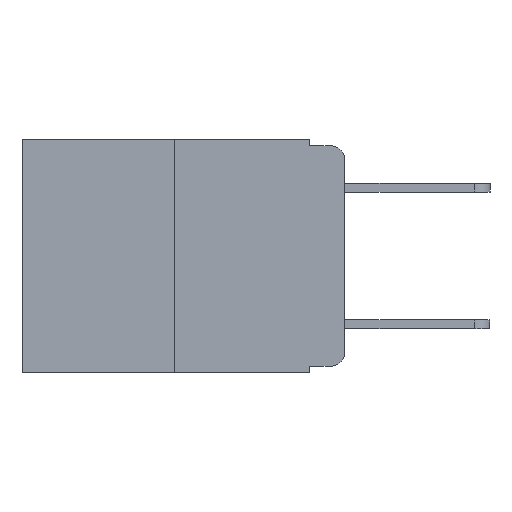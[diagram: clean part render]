
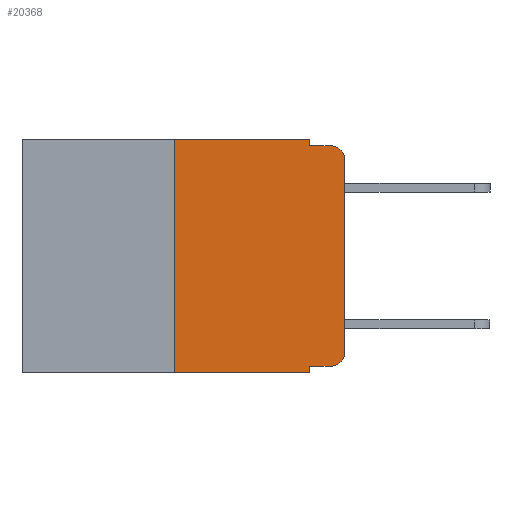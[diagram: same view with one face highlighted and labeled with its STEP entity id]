
A CAD part, left-side view. The second image highlights one B-rep face of the part: STEP entity #20368.
In plain terms, the highlighted planar face has unit normal (-1, 0, 0).
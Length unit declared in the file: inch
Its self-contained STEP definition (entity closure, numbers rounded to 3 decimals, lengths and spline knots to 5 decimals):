
#94 = CARTESIAN_POINT ( 'NONE',  ( 0., 0.25, 0. ) ) ;
#319 = FACE_OUTER_BOUND ( 'NONE', #16702, .T. ) ;
#450 = VERTEX_POINT ( 'NONE', #19213 ) ;
#465 = ORIENTED_EDGE ( 'NONE', *, *, #20355, .F. ) ;
#749 = VERTEX_POINT ( 'NONE', #13985 ) ;
#814 = DIRECTION ( 'NONE',  ( -1., 0., 0. ) ) ;
#976 = VECTOR ( 'NONE', #2049, 39.37008 ) ;
#1742 = CARTESIAN_POINT ( 'NONE',  ( 0., 0.25, -0.343 ) ) ;
#2034 = VECTOR ( 'NONE', #4310, 39.37008 ) ;
#2049 = DIRECTION ( 'NONE',  ( 0., 0., -1. ) ) ;
#2661 = VECTOR ( 'NONE', #20709, 39.37008 ) ;
#3133 = VECTOR ( 'NONE', #19177, 39.37008 ) ;
#3925 = ORIENTED_EDGE ( 'NONE', *, *, #13903, .F. ) ;
#4000 = VECTOR ( 'NONE', #9646, 39.37008 ) ;
#4310 = DIRECTION ( 'NONE',  ( 0., -1., 0. ) ) ;
#4705 = ORIENTED_EDGE ( 'NONE', *, *, #5536, .T. ) ;
#4990 = CARTESIAN_POINT ( 'NONE',  ( 0., 0.02, -0.03 ) ) ;
#5202 = AXIS2_PLACEMENT_3D ( 'NONE', #10912, #814, #12453 ) ;
#5271 = CARTESIAN_POINT ( 'NONE',  ( 0., 0.25, 0. ) ) ;
#5499 = LINE ( 'NONE', #12634, #18070 ) ;
#5536 = EDGE_CURVE ( 'NONE', #8260, #8277, #6608, .T. ) ;
#5969 = VERTEX_POINT ( 'NONE', #1742 ) ;
#6299 = ORIENTED_EDGE ( 'NONE', *, *, #8236, .F. ) ;
#6322 = CARTESIAN_POINT ( 'NONE',  ( 0., 0., -0.03 ) ) ;
#6608 = LINE ( 'NONE', #12775, #3133 ) ;
#6675 = DIRECTION ( 'NONE',  ( 0., 0., -1. ) ) ;
#6776 = AXIS2_PLACEMENT_3D ( 'NONE', #8772, #19576, #10421 ) ;
#6929 = DIRECTION ( 'NONE',  ( 0., 0., 1. ) ) ;
#7017 = VERTEX_POINT ( 'NONE', #17758 ) ;
#7378 = DIRECTION ( 'NONE',  ( 0., 0., -1. ) ) ;
#7998 = CARTESIAN_POINT ( 'NONE',  ( 0., 0.473, -0.343 ) ) ;
#8147 = VERTEX_POINT ( 'NONE', #12433 ) ;
#8236 = EDGE_CURVE ( 'NONE', #13783, #450, #5499, .T. ) ;
#8260 = VERTEX_POINT ( 'NONE', #9618 ) ;
#8277 = VERTEX_POINT ( 'NONE', #6322 ) ;
#8281 = ORIENTED_EDGE ( 'NONE', *, *, #17521, .T. ) ;
#8596 = CARTESIAN_POINT ( 'NONE',  ( 0., 0.051, -0.01 ) ) ;
#8772 = CARTESIAN_POINT ( 'NONE',  ( 0., 0.473, 0. ) ) ;
#8864 = LINE ( 'NONE', #7998, #4000 ) ;
#9288 = VECTOR ( 'NONE', #6929, 39.37008 ) ;
#9317 = EDGE_CURVE ( 'NONE', #8147, #8260, #12199, .T. ) ;
#9459 = DIRECTION ( 'NONE',  ( 0., -1., 0. ) ) ;
#9618 = CARTESIAN_POINT ( 'NONE',  ( 0., 0., -0.313 ) ) ;
#9646 = DIRECTION ( 'NONE',  ( 0., -1., 0. ) ) ;
#10081 = ORIENTED_EDGE ( 'NONE', *, *, #13334, .F. ) ;
#10421 = DIRECTION ( 'NONE',  ( 0., 0., -1. ) ) ;
#10912 = CARTESIAN_POINT ( 'NONE',  ( 0., 0.02, -0.313 ) ) ;
#11083 = ORIENTED_EDGE ( 'NONE', *, *, #14979, .F. ) ;
#11903 = PLANE ( 'NONE',  #6776 ) ;
#12027 = LINE ( 'NONE', #12195, #20520 ) ;
#12195 = CARTESIAN_POINT ( 'NONE',  ( 0., 0.051, 0. ) ) ;
#12199 = CIRCLE ( 'NONE', #5202, 0.02 ) ;
#12433 = CARTESIAN_POINT ( 'NONE',  ( 0., 0.02, -0.333 ) ) ;
#12453 = DIRECTION ( 'NONE',  ( 0., 0., -1. ) ) ;
#12514 = ORIENTED_EDGE ( 'NONE', *, *, #9317, .T. ) ;
#12634 = CARTESIAN_POINT ( 'NONE',  ( 0., 0.473, 0. ) ) ;
#12775 = CARTESIAN_POINT ( 'NONE',  ( 0., 0., 0. ) ) ;
#13334 = EDGE_CURVE ( 'NONE', #17033, #7017, #18549, .T. ) ;
#13415 = AXIS2_PLACEMENT_3D ( 'NONE', #4990, #16143, #6675 ) ;
#13783 = VERTEX_POINT ( 'NONE', #94 ) ;
#13903 = EDGE_CURVE ( 'NONE', #16673, #749, #12027, .T. ) ;
#13985 = CARTESIAN_POINT ( 'NONE',  ( 0., 0.051, -0.343 ) ) ;
#14171 = LINE ( 'NONE', #15041, #976 ) ;
#14979 = EDGE_CURVE ( 'NONE', #5969, #13783, #17615, .T. ) ;
#15041 = CARTESIAN_POINT ( 'NONE',  ( 0., 0.051, 0. ) ) ;
#15599 = LINE ( 'NONE', #19326, #2661 ) ;
#16016 = CIRCLE ( 'NONE', #13415, 0.02 ) ;
#16143 = DIRECTION ( 'NONE',  ( -1., 0., 0. ) ) ;
#16673 = VERTEX_POINT ( 'NONE', #18529 ) ;
#16702 = EDGE_LOOP ( 'NONE', ( #4705, #17366, #10081, #465, #6299, #11083, #18735, #3925, #8281, #12514 ) ) ;
#17033 = VERTEX_POINT ( 'NONE', #8596 ) ;
#17048 = CARTESIAN_POINT ( 'NONE',  ( 0., 0.051, -0.01 ) ) ;
#17366 = ORIENTED_EDGE ( 'NONE', *, *, #19061, .T. ) ;
#17521 = EDGE_CURVE ( 'NONE', #16673, #8147, #15599, .T. ) ;
#17615 = LINE ( 'NONE', #5271, #9288 ) ;
#17758 = CARTESIAN_POINT ( 'NONE',  ( 0., 0.02, -0.01 ) ) ;
#18070 = VECTOR ( 'NONE', #9459, 39.37008 ) ;
#18516 = EDGE_CURVE ( 'NONE', #5969, #749, #8864, .T. ) ;
#18529 = CARTESIAN_POINT ( 'NONE',  ( 0., 0.051, -0.333 ) ) ;
#18549 = LINE ( 'NONE', #17048, #2034 ) ;
#18735 = ORIENTED_EDGE ( 'NONE', *, *, #18516, .T. ) ;
#19061 = EDGE_CURVE ( 'NONE', #8277, #7017, #16016, .T. ) ;
#19177 = DIRECTION ( 'NONE',  ( 0., 0., 1. ) ) ;
#19213 = CARTESIAN_POINT ( 'NONE',  ( 0., 0.051, 0. ) ) ;
#19326 = CARTESIAN_POINT ( 'NONE',  ( 0., 0.051, -0.333 ) ) ;
#19576 = DIRECTION ( 'NONE',  ( 1., 0., 0. ) ) ;
#20355 = EDGE_CURVE ( 'NONE', #450, #17033, #14171, .T. ) ;
#20368 = ADVANCED_FACE ( 'NONE', ( #319 ), #11903, .F. ) ;
#20520 = VECTOR ( 'NONE', #7378, 39.37008 ) ;
#20709 = DIRECTION ( 'NONE',  ( 0., -1., 0. ) ) ;
